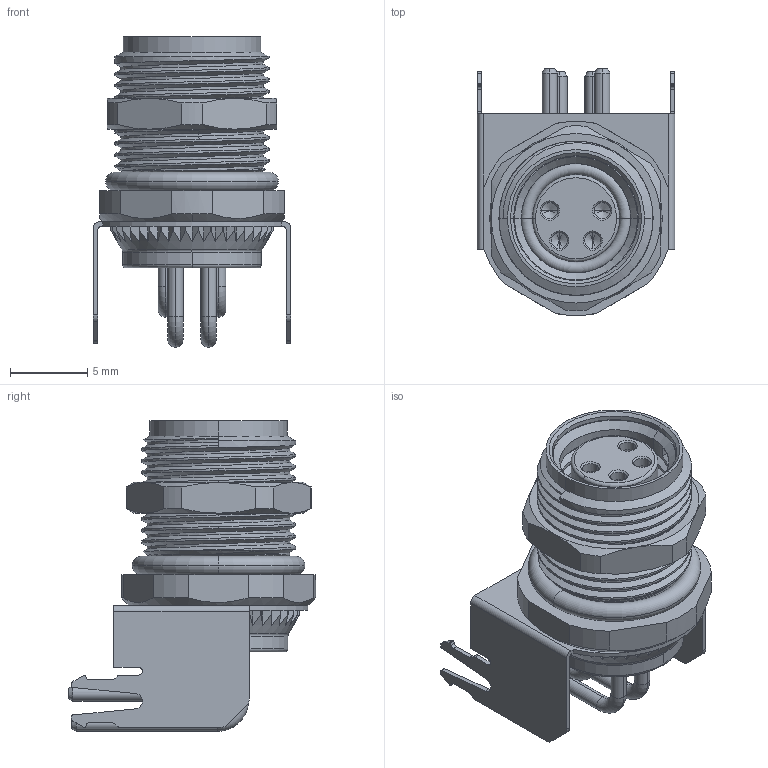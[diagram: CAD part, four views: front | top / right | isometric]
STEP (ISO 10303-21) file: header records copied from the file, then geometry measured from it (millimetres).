
FILE_DESCRIPTION((''),'2;1');
FILE_NAME('M8-FABK04-003S_4_Y','2025-09-08T',('gongcheng16'),(''),'PRO/ENGINEER BY PARAMETRIC TECHNOLOGY CORPORATION, 2010280','PRO/ENGINEER BY PARAMETRIC TECHNOLOGY CORPORATION, 2010280','');
FILE_SCHEMA(('CONFIG_CONTROL_DESIGN'));
Products named in the file (1): M8-FABK04-003S_4_Y
Bounding box: 12.8 x 16.05 x 20.15 mm (x, y, z)
Volume: 252.5 mm3; surface area: 17187.6 mm2
Topology: 1 solids, 110 shells, 2450 faces, 9340 edges, 6725 vertices
Faces by surface type: plane 949, cylinder 875, cone 355, torus 169, bspline 102
Entity records: 140408 total; most frequent: CARTESIAN_POINT 64198, DIRECTION 15682, ORIENTED_EDGE 15028, EDGE_CURVE 9332, VERTEX_POINT 6725, AXIS2_PLACEMENT_3D 5767, VECTOR 4148, LINE 4148
